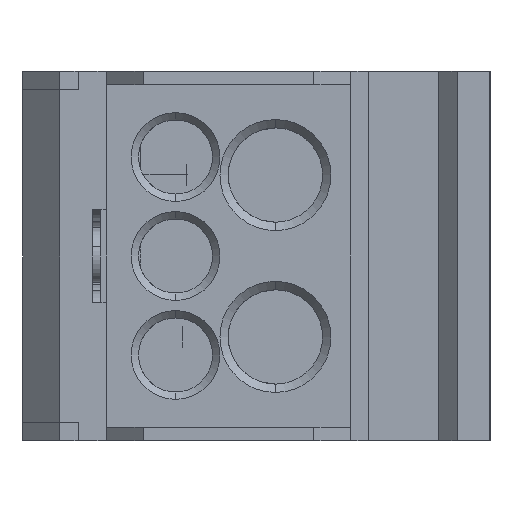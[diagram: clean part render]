
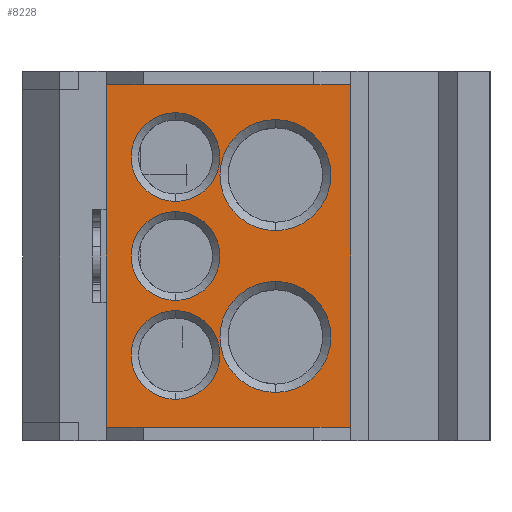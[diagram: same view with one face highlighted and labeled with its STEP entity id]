
A CAD part, left-side view. The second image highlights one B-rep face of the part: STEP entity #8228.
In plain terms, the highlighted planar face has unit normal (-1, 0, 0).
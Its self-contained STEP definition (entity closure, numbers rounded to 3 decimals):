
#2503=DIRECTION('',(0.,0.,-1.));
#2504=VECTOR('',#2503,37.);
#2505=CARTESIAN_POINT('',(124.923,76.02,38.5));
#2506=LINE('',#2505,#2504);
#3558=DIRECTION('',(0.,0.,-1.));
#3559=VECTOR('',#3558,37.);
#3560=CARTESIAN_POINT('',(124.923,49.576,38.5));
#3561=LINE('',#3560,#3559);
#3565=DIRECTION('',(0.,-1.,0.));
#3566=VECTOR('',#3565,26.444);
#3567=CARTESIAN_POINT('',(124.923,76.02,38.5));
#3568=LINE('',#3567,#3566);
#3572=CARTESIAN_POINT('',(124.923,68.528,30.7));
#3573=DIRECTION('',(-1.,0.,0.));
#3574=DIRECTION('',(0.,0.,-1.));
#3575=AXIS2_PLACEMENT_3D('',#3572,#3573,#3574);
#3580=CARTESIAN_POINT('',(124.923,68.528,30.7));
#3581=DIRECTION('',(-1.,0.,0.));
#3582=DIRECTION('',(0.,0.,1.));
#3583=AXIS2_PLACEMENT_3D('',#3580,#3581,#3582);
#3588=CARTESIAN_POINT('',(124.923,68.528,20.));
#3589=DIRECTION('',(-1.,0.,0.));
#3590=DIRECTION('',(0.,0.,-1.));
#3591=AXIS2_PLACEMENT_3D('',#3588,#3589,#3590);
#3596=CARTESIAN_POINT('',(124.923,68.528,20.));
#3597=DIRECTION('',(-1.,0.,0.));
#3598=DIRECTION('',(0.,0.,1.));
#3599=AXIS2_PLACEMENT_3D('',#3596,#3597,#3598);
#3604=CARTESIAN_POINT('',(124.923,68.528,9.3));
#3605=DIRECTION('',(-1.,0.,0.));
#3606=DIRECTION('',(0.,0.,-1.));
#3607=AXIS2_PLACEMENT_3D('',#3604,#3605,#3606);
#3612=CARTESIAN_POINT('',(124.923,68.528,9.3));
#3613=DIRECTION('',(-1.,0.,0.));
#3614=DIRECTION('',(0.,0.,1.));
#3615=AXIS2_PLACEMENT_3D('',#3612,#3613,#3614);
#3620=CARTESIAN_POINT('',(124.923,57.728,11.25));
#3621=DIRECTION('',(-1.,0.,0.));
#3622=DIRECTION('',(0.,0.,1.));
#3623=AXIS2_PLACEMENT_3D('',#3620,#3621,#3622);
#3628=CARTESIAN_POINT('',(124.923,57.728,11.25));
#3629=DIRECTION('',(-1.,0.,0.));
#3630=DIRECTION('',(0.,0.,-1.));
#3631=AXIS2_PLACEMENT_3D('',#3628,#3629,#3630);
#3636=CARTESIAN_POINT('',(124.923,57.728,28.75));
#3637=DIRECTION('',(-1.,0.,0.));
#3638=DIRECTION('',(0.,0.,1.));
#3639=AXIS2_PLACEMENT_3D('',#3636,#3637,#3638);
#3644=CARTESIAN_POINT('',(124.923,57.728,28.75));
#3645=DIRECTION('',(-1.,0.,0.));
#3646=DIRECTION('',(0.,0.,-1.));
#3647=AXIS2_PLACEMENT_3D('',#3644,#3645,#3646);
#3694=DIRECTION('',(0.,-1.,0.));
#3695=VECTOR('',#3694,26.444);
#3696=CARTESIAN_POINT('',(124.923,76.02,1.5));
#3697=LINE('',#3696,#3695);
#4421=CARTESIAN_POINT('',(124.923,49.576,38.5));
#4422=VERTEX_POINT('',#4421);
#4891=CARTESIAN_POINT('',(124.923,76.02,38.5));
#4892=VERTEX_POINT('',#4891);
#4893=CARTESIAN_POINT('',(124.923,76.02,1.5));
#4894=VERTEX_POINT('',#4893);
#5033=CARTESIAN_POINT('',(124.923,49.576,1.5));
#5034=VERTEX_POINT('',#5033);
#5035=CARTESIAN_POINT('',(124.923,68.528,25.9));
#5036=CARTESIAN_POINT('',(124.923,68.528,35.5));
#5037=VERTEX_POINT('',#5035);
#5038=VERTEX_POINT('',#5036);
#5039=CARTESIAN_POINT('',(124.923,68.528,15.2));
#5040=CARTESIAN_POINT('',(124.923,68.528,24.8));
#5041=VERTEX_POINT('',#5039);
#5042=VERTEX_POINT('',#5040);
#5043=CARTESIAN_POINT('',(124.923,68.528,4.5));
#5044=CARTESIAN_POINT('',(124.923,68.528,14.1));
#5045=VERTEX_POINT('',#5043);
#5046=VERTEX_POINT('',#5044);
#5047=CARTESIAN_POINT('',(124.923,57.728,17.25));
#5048=CARTESIAN_POINT('',(124.923,57.728,5.25));
#5049=VERTEX_POINT('',#5047);
#5050=VERTEX_POINT('',#5048);
#5051=CARTESIAN_POINT('',(124.923,57.728,34.75));
#5052=CARTESIAN_POINT('',(124.923,57.728,22.75));
#5053=VERTEX_POINT('',#5051);
#5054=VERTEX_POINT('',#5052);
#8185=CARTESIAN_POINT('',(124.923,49.576,40.));
#8186=DIRECTION('',(1.,0.,0.));
#8187=DIRECTION('',(0.,0.,-1.));
#8188=AXIS2_PLACEMENT_3D('',#8185,#8186,#8187);
#8189=PLANE('',#8188);
#8191=ORIENTED_EDGE('',*,*,#8190,.T.);
#8193=ORIENTED_EDGE('',*,*,#8192,.F.);
#8194=ORIENTED_EDGE('',*,*,#6753,.F.);
#8195=ORIENTED_EDGE('',*,*,#8170,.T.);
#8196=EDGE_LOOP('',(#8191,#8193,#8194,#8195));
#8197=FACE_OUTER_BOUND('',#8196,.F.);
#8199=ORIENTED_EDGE('',*,*,#8198,.T.);
#8201=ORIENTED_EDGE('',*,*,#8200,.T.);
#8202=EDGE_LOOP('',(#8199,#8201));
#8203=FACE_BOUND('',#8202,.F.);
#8205=ORIENTED_EDGE('',*,*,#8204,.T.);
#8207=ORIENTED_EDGE('',*,*,#8206,.T.);
#8208=EDGE_LOOP('',(#8205,#8207));
#8209=FACE_BOUND('',#8208,.F.);
#8211=ORIENTED_EDGE('',*,*,#8210,.T.);
#8213=ORIENTED_EDGE('',*,*,#8212,.T.);
#8214=EDGE_LOOP('',(#8211,#8213));
#8215=FACE_BOUND('',#8214,.F.);
#8217=ORIENTED_EDGE('',*,*,#8216,.T.);
#8219=ORIENTED_EDGE('',*,*,#8218,.T.);
#8220=EDGE_LOOP('',(#8217,#8219));
#8221=FACE_BOUND('',#8220,.F.);
#8223=ORIENTED_EDGE('',*,*,#8222,.T.);
#8225=ORIENTED_EDGE('',*,*,#8224,.T.);
#8226=EDGE_LOOP('',(#8223,#8225));
#8227=FACE_BOUND('',#8226,.F.);
#3576=CIRCLE('',#3575,4.8);
#3584=CIRCLE('',#3583,4.8);
#3592=CIRCLE('',#3591,4.8);
#3600=CIRCLE('',#3599,4.8);
#3608=CIRCLE('',#3607,4.8);
#3616=CIRCLE('',#3615,4.8);
#3624=CIRCLE('',#3623,6.);
#3632=CIRCLE('',#3631,6.);
#3640=CIRCLE('',#3639,6.);
#3648=CIRCLE('',#3647,6.);
#6753=EDGE_CURVE('',#4892,#4894,#2506,.T.);
#8170=EDGE_CURVE('',#4892,#4422,#3568,.T.);
#8190=EDGE_CURVE('',#4422,#5034,#3561,.T.);
#8192=EDGE_CURVE('',#4894,#5034,#3697,.T.);
#8198=EDGE_CURVE('',#5037,#5038,#3576,.T.);
#8200=EDGE_CURVE('',#5038,#5037,#3584,.T.);
#8204=EDGE_CURVE('',#5041,#5042,#3592,.T.);
#8206=EDGE_CURVE('',#5042,#5041,#3600,.T.);
#8210=EDGE_CURVE('',#5045,#5046,#3608,.T.);
#8212=EDGE_CURVE('',#5046,#5045,#3616,.T.);
#8216=EDGE_CURVE('',#5049,#5050,#3624,.T.);
#8218=EDGE_CURVE('',#5050,#5049,#3632,.T.);
#8222=EDGE_CURVE('',#5053,#5054,#3640,.T.);
#8224=EDGE_CURVE('',#5054,#5053,#3648,.T.);
#8228=ADVANCED_FACE('',(#8197,#8203,#8209,#8215,#8221,#8227),#8189,.F.);
